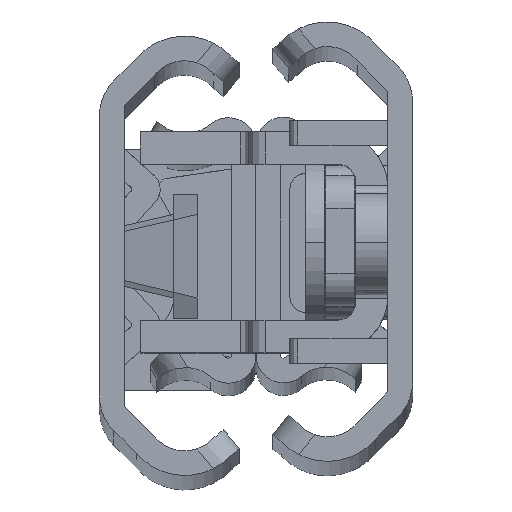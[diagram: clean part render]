
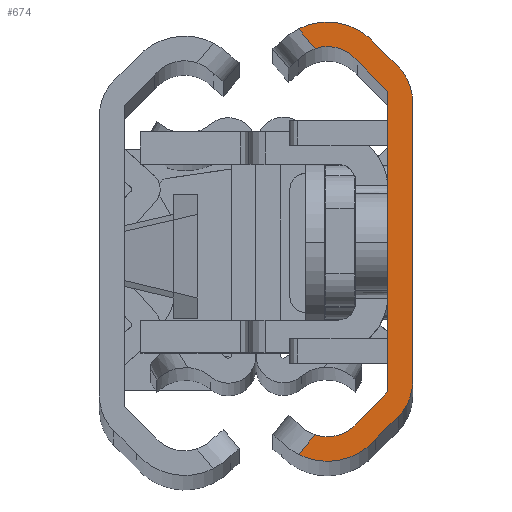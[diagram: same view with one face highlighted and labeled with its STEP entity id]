
A CAD part, top view. The second image highlights one B-rep face of the part: STEP entity #674.
In plain terms, the highlighted planar face has unit normal (0, 0, 1).
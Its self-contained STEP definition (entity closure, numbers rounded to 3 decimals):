
#148 = CARTESIAN_POINT ( 'NONE',  ( 1.5, -8.548, 0. ) ) ;
#157 = CARTESIAN_POINT ( 'NONE',  ( 0.752, 12.042, 0. ) ) ;
#172 = EDGE_CURVE ( 'NONE', #5089, #5185, #5743, .T. ) ;
#322 = VERTEX_POINT ( 'NONE', #6000 ) ;
#381 = CIRCLE ( 'NONE', #2133, 3. ) ;
#426 = EDGE_CURVE ( 'NONE', #3747, #11679, #7422, .T. ) ;
#437 = DIRECTION ( 'NONE',  ( 0., 0., 1. ) ) ;
#502 = ORIENTED_EDGE ( 'NONE', *, *, #1061, .T. ) ;
#542 = CARTESIAN_POINT ( 'NONE',  ( -0.621, 10.669, 0. ) ) ;
#611 = CIRCLE ( 'NONE', #3229, 3. ) ;
#674 = ADVANCED_FACE ( 'NONE', ( #4016 ), #4960, .T. ) ;
#801 = DIRECTION ( 'NONE',  ( 1., 0., 0. ) ) ;
#976 = EDGE_CURVE ( 'NONE', #9824, #9142, #5953, .T. ) ;
#987 = DIRECTION ( 'NONE',  ( 0.707, 0.707, 0. ) ) ;
#1061 = EDGE_CURVE ( 'NONE', #322, #9824, #9195, .T. ) ;
#1340 = ORIENTED_EDGE ( 'NONE', *, *, #976, .T. ) ;
#1491 = DIRECTION ( 'NONE',  ( 0., 0., -1. ) ) ;
#1566 = AXIS2_PLACEMENT_3D ( 'NONE', #11853, #1491, #12947 ) ;
#1599 = CARTESIAN_POINT ( 'NONE',  ( -6.78, -1.6, 0. ) ) ;
#1642 = ORIENTED_EDGE ( 'NONE', *, *, #9593, .T. ) ;
#1664 = DIRECTION ( 'NONE',  ( 0., 0., -1. ) ) ;
#1771 = VECTOR ( 'NONE', #3829, 1000. ) ;
#1849 = CARTESIAN_POINT ( 'NONE',  ( -1.5, -8.548, 0. ) ) ;
#1902 = ORIENTED_EDGE ( 'NONE', *, *, #172, .T. ) ;
#1913 = EDGE_CURVE ( 'NONE', #5303, #3747, #7224, .T. ) ;
#2014 = DIRECTION ( 'NONE',  ( 0., -1., 0. ) ) ;
#2133 = AXIS2_PLACEMENT_3D ( 'NONE', #9976, #437, #4600 ) ;
#2168 = VERTEX_POINT ( 'NONE', #9918 ) ;
#2225 = DIRECTION ( 'NONE',  ( 1., 0., 0. ) ) ;
#2231 = VECTOR ( 'NONE', #12092, 1000. ) ;
#2285 = EDGE_CURVE ( 'NONE', #5185, #11964, #13310, .T. ) ;
#2366 = CIRCLE ( 'NONE', #6944, 3.88 ) ;
#2380 = CARTESIAN_POINT ( 'NONE',  ( 1.859, -11.028, 0. ) ) ;
#2559 = ORIENTED_EDGE ( 'NONE', *, *, #8366, .T. ) ;
#3072 = VERTEX_POINT ( 'NONE', #157 ) ;
#3229 = AXIS2_PLACEMENT_3D ( 'NONE', #148, #4458, #10643 ) ;
#3663 = ORIENTED_EDGE ( 'NONE', *, *, #7161, .T. ) ;
#3747 = VERTEX_POINT ( 'NONE', #7790 ) ;
#3762 = AXIS2_PLACEMENT_3D ( 'NONE', #13105, #1664, #4797 ) ;
#3829 = DIRECTION ( 'NONE',  ( 0.707, -0.707, 0. ) ) ;
#3929 = ORIENTED_EDGE ( 'NONE', *, *, #6994, .T. ) ;
#4016 = FACE_OUTER_BOUND ( 'NONE', #5677, .T. ) ;
#4052 = CARTESIAN_POINT ( 'NONE',  ( 1.859, 11.028, 0. ) ) ;
#4273 = CARTESIAN_POINT ( 'NONE',  ( 3.7, 9.52, 0. ) ) ;
#4458 = DIRECTION ( 'NONE',  ( 0., 0., 1. ) ) ;
#4600 = DIRECTION ( 'NONE',  ( 1., 0., 0. ) ) ;
#4686 = CARTESIAN_POINT ( 'NONE',  ( 3.7, -9.52, 0. ) ) ;
#4797 = DIRECTION ( 'NONE',  ( 1., 0., 0. ) ) ;
#4849 = CARTESIAN_POINT ( 'NONE',  ( -0.621, -10.669, 0. ) ) ;
#4960 = PLANE ( 'NONE',  #6142 ) ;
#5089 = VERTEX_POINT ( 'NONE', #8131 ) ;
#5185 = VERTEX_POINT ( 'NONE', #10300 ) ;
#5241 = VECTOR ( 'NONE', #7311, 1000. ) ;
#5303 = VERTEX_POINT ( 'NONE', #12403 ) ;
#5576 = ORIENTED_EDGE ( 'NONE', *, *, #7607, .T. ) ;
#5643 = DIRECTION ( 'NONE',  ( -0.643, 0.766, 0. ) ) ;
#5677 = EDGE_LOOP ( 'NONE', ( #12783, #5576, #12995, #7873, #10438, #2559, #502, #1340, #10589, #8388, #3929, #1642, #3663, #1902 ) ) ;
#5743 = LINE ( 'NONE', #4849, #1771 ) ;
#5930 = CARTESIAN_POINT ( 'NONE',  ( 5.454, 12.981, 0. ) ) ;
#5953 = LINE ( 'NONE', #1599, #2231 ) ;
#6000 = CARTESIAN_POINT ( 'NONE',  ( 1.859, 11.028, 0. ) ) ;
#6071 = VECTOR ( 'NONE', #5643, 1000. ) ;
#6142 = AXIS2_PLACEMENT_3D ( 'NONE', #9057, #6947, #801 ) ;
#6191 = DIRECTION ( 'NONE',  ( 0., 0., 1. ) ) ;
#6537 = DIRECTION ( 'NONE',  ( -0.707, 0.707, 0. ) ) ;
#6595 = DIRECTION ( 'NONE',  ( 0., 0., 1. ) ) ;
#6944 = AXIS2_PLACEMENT_3D ( 'NONE', #4273, #6191, #2225 ) ;
#6947 = DIRECTION ( 'NONE',  ( 0., 0., 1. ) ) ;
#6994 = EDGE_CURVE ( 'NONE', #10405, #13010, #381, .T. ) ;
#7161 = EDGE_CURVE ( 'NONE', #10446, #5089, #611, .T. ) ;
#7174 = LINE ( 'NONE', #8394, #5241 ) ;
#7224 = CIRCLE ( 'NONE', #1566, 2.38 ) ;
#7272 = CARTESIAN_POINT ( 'NONE',  ( 0., -9.169, 0. ) ) ;
#7311 = DIRECTION ( 'NONE',  ( 0., 1., 0. ) ) ;
#7422 = LINE ( 'NONE', #2380, #11126 ) ;
#7516 = DIRECTION ( 'NONE',  ( -0.707, -0.707, 0. ) ) ;
#7607 = EDGE_CURVE ( 'NONE', #11964, #5303, #11701, .T. ) ;
#7630 = VECTOR ( 'NONE', #2014, 1000. ) ;
#7790 = CARTESIAN_POINT ( 'NONE',  ( 1.859, -11.028, 0. ) ) ;
#7870 = EDGE_CURVE ( 'NONE', #9142, #3072, #2366, .T. ) ;
#7873 = ORIENTED_EDGE ( 'NONE', *, *, #426, .T. ) ;
#8131 = CARTESIAN_POINT ( 'NONE',  ( -0.621, -10.669, 0. ) ) ;
#8252 = VECTOR ( 'NONE', #987, 1000. ) ;
#8320 = VECTOR ( 'NONE', #7516, 1000. ) ;
#8366 = EDGE_CURVE ( 'NONE', #2168, #322, #13376, .T. ) ;
#8388 = ORIENTED_EDGE ( 'NONE', *, *, #11005, .T. ) ;
#8394 = CARTESIAN_POINT ( 'NONE',  ( 0., 9.169, 0. ) ) ;
#9057 = CARTESIAN_POINT ( 'NONE',  ( 1.5, -8.548, 0. ) ) ;
#9142 = VERTEX_POINT ( 'NONE', #5930 ) ;
#9195 = CIRCLE ( 'NONE', #3762, 2.38 ) ;
#9593 = EDGE_CURVE ( 'NONE', #13010, #10446, #10445, .T. ) ;
#9783 = DIRECTION ( 'NONE',  ( 1., 0., 0. ) ) ;
#9801 = LINE ( 'NONE', #542, #8320 ) ;
#9824 = VERTEX_POINT ( 'NONE', #10028 ) ;
#9918 = CARTESIAN_POINT ( 'NONE',  ( 0., 9.169, 0. ) ) ;
#9976 = CARTESIAN_POINT ( 'NONE',  ( 1.5, 8.548, 0. ) ) ;
#10026 = EDGE_CURVE ( 'NONE', #11679, #2168, #7174, .T. ) ;
#10028 = CARTESIAN_POINT ( 'NONE',  ( 4.446, 11.78, 0. ) ) ;
#10300 = CARTESIAN_POINT ( 'NONE',  ( 0.752, -12.042, 0. ) ) ;
#10405 = VERTEX_POINT ( 'NONE', #11305 ) ;
#10438 = ORIENTED_EDGE ( 'NONE', *, *, #10026, .T. ) ;
#10445 = LINE ( 'NONE', #11411, #7630 ) ;
#10446 = VERTEX_POINT ( 'NONE', #1849 ) ;
#10589 = ORIENTED_EDGE ( 'NONE', *, *, #7870, .T. ) ;
#10643 = DIRECTION ( 'NONE',  ( 1., 0., 0. ) ) ;
#10819 = CARTESIAN_POINT ( 'NONE',  ( 1.638, -8.432, 0. ) ) ;
#11002 = CARTESIAN_POINT ( 'NONE',  ( 5.454, -12.981, 0. ) ) ;
#11005 = EDGE_CURVE ( 'NONE', #3072, #10405, #9801, .T. ) ;
#11126 = VECTOR ( 'NONE', #6537, 1000. ) ;
#11305 = CARTESIAN_POINT ( 'NONE',  ( -0.621, 10.669, 0. ) ) ;
#11357 = AXIS2_PLACEMENT_3D ( 'NONE', #4686, #6595, #9783 ) ;
#11411 = CARTESIAN_POINT ( 'NONE',  ( -1.5, -8.548, 0. ) ) ;
#11679 = VERTEX_POINT ( 'NONE', #7272 ) ;
#11701 = LINE ( 'NONE', #10819, #6071 ) ;
#11853 = CARTESIAN_POINT ( 'NONE',  ( 3.7, -9.52, 0. ) ) ;
#11964 = VERTEX_POINT ( 'NONE', #11002 ) ;
#12092 = DIRECTION ( 'NONE',  ( 0.643, 0.766, 0. ) ) ;
#12100 = CARTESIAN_POINT ( 'NONE',  ( -1.5, 8.548, 0. ) ) ;
#12403 = CARTESIAN_POINT ( 'NONE',  ( 4.446, -11.78, 0. ) ) ;
#12783 = ORIENTED_EDGE ( 'NONE', *, *, #2285, .T. ) ;
#12947 = DIRECTION ( 'NONE',  ( 1., 0., 0. ) ) ;
#12995 = ORIENTED_EDGE ( 'NONE', *, *, #1913, .T. ) ;
#13010 = VERTEX_POINT ( 'NONE', #12100 ) ;
#13105 = CARTESIAN_POINT ( 'NONE',  ( 3.7, 9.52, 0. ) ) ;
#13310 = CIRCLE ( 'NONE', #11357, 3.88 ) ;
#13376 = LINE ( 'NONE', #4052, #8252 ) ;
